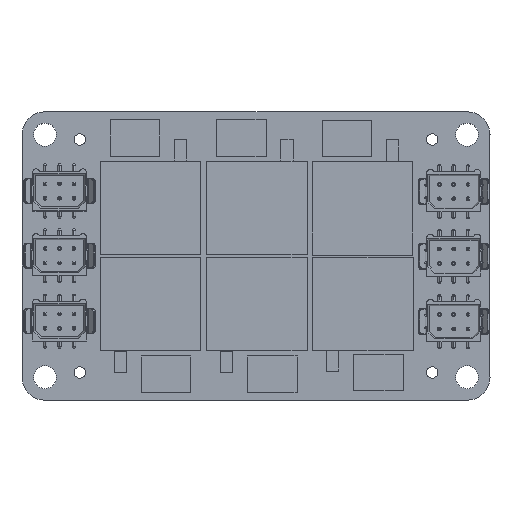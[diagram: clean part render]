
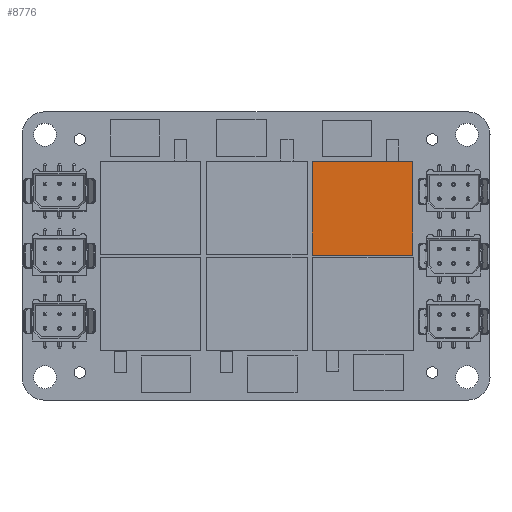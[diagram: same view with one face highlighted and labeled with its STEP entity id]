
A CAD part, top view. The second image highlights one B-rep face of the part: STEP entity #8776.
In plain terms, the highlighted planar face has unit normal (0, 0, 1).
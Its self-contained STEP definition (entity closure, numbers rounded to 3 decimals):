
#8462 = VERTEX_POINT('',#8463);
#8463 = CARTESIAN_POINT('',(6.999,6.499,7.5));
#8470 = PLANE('',#8471);
#8471 = AXIS2_PLACEMENT_3D('',#8472,#8473,#8474);
#8472 = CARTESIAN_POINT('',(6.999,6.499,0.));
#8473 = DIRECTION('',(1.,0.,0.));
#8474 = DIRECTION('',(0.,-1.,0.));
#8482 = PLANE('',#8483);
#8483 = AXIS2_PLACEMENT_3D('',#8484,#8485,#8486);
#8484 = CARTESIAN_POINT('',(-6.999,6.499,0.));
#8485 = DIRECTION('',(0.,1.,0.));
#8486 = DIRECTION('',(1.,0.,0.));
#8494 = EDGE_CURVE('',#8462,#8495,#8497,.T.);
#8495 = VERTEX_POINT('',#8496);
#8496 = CARTESIAN_POINT('',(6.999,-6.499,7.5));
#8497 = SURFACE_CURVE('',#8498,(#8502,#8509),.PCURVE_S1.);
#8498 = LINE('',#8499,#8500);
#8499 = CARTESIAN_POINT('',(6.999,6.499,7.5));
#8500 = VECTOR('',#8501,1.);
#8501 = DIRECTION('',(0.,-1.,0.));
#8502 = PCURVE('',#8470,#8503);
#8503 = DEFINITIONAL_REPRESENTATION('',(#8504),#8508);
#8504 = LINE('',#8505,#8506);
#8505 = CARTESIAN_POINT('',(0.,-7.5));
#8506 = VECTOR('',#8507,1.);
#8507 = DIRECTION('',(1.,0.));
#8508 = ( GEOMETRIC_REPRESENTATION_CONTEXT(2) 
PARAMETRIC_REPRESENTATION_CONTEXT() REPRESENTATION_CONTEXT('2D SPACE',''
  ) );
#8509 = PCURVE('',#8510,#8515);
#8510 = PLANE('',#8511);
#8511 = AXIS2_PLACEMENT_3D('',#8512,#8513,#8514);
#8512 = CARTESIAN_POINT('',(6.999,6.499,7.5));
#8513 = DIRECTION('',(0.,0.,1.));
#8514 = DIRECTION('',(1.,0.,0.));
#8515 = DEFINITIONAL_REPRESENTATION('',(#8516),#8520);
#8516 = LINE('',#8517,#8518);
#8517 = CARTESIAN_POINT('',(0.,0.));
#8518 = VECTOR('',#8519,1.);
#8519 = DIRECTION('',(0.,-1.));
#8520 = ( GEOMETRIC_REPRESENTATION_CONTEXT(2) 
PARAMETRIC_REPRESENTATION_CONTEXT() REPRESENTATION_CONTEXT('2D SPACE',''
  ) );
#8538 = PLANE('',#8539);
#8539 = AXIS2_PLACEMENT_3D('',#8540,#8541,#8542);
#8540 = CARTESIAN_POINT('',(6.999,-6.499,0.));
#8541 = DIRECTION('',(0.,-1.,0.));
#8542 = DIRECTION('',(-1.,0.,0.));
#8580 = EDGE_CURVE('',#8495,#8581,#8583,.T.);
#8581 = VERTEX_POINT('',#8582);
#8582 = CARTESIAN_POINT('',(-6.999,-6.499,7.5));
#8583 = SURFACE_CURVE('',#8584,(#8588,#8595),.PCURVE_S1.);
#8584 = LINE('',#8585,#8586);
#8585 = CARTESIAN_POINT('',(6.999,-6.499,7.5));
#8586 = VECTOR('',#8587,1.);
#8587 = DIRECTION('',(-1.,0.,0.));
#8588 = PCURVE('',#8538,#8589);
#8589 = DEFINITIONAL_REPRESENTATION('',(#8590),#8594);
#8590 = LINE('',#8591,#8592);
#8591 = CARTESIAN_POINT('',(0.,-7.5));
#8592 = VECTOR('',#8593,1.);
#8593 = DIRECTION('',(1.,0.));
#8594 = ( GEOMETRIC_REPRESENTATION_CONTEXT(2) 
PARAMETRIC_REPRESENTATION_CONTEXT() REPRESENTATION_CONTEXT('2D SPACE',''
  ) );
#8595 = PCURVE('',#8510,#8596);
#8596 = DEFINITIONAL_REPRESENTATION('',(#8597),#8601);
#8597 = LINE('',#8598,#8599);
#8598 = CARTESIAN_POINT('',(0.,-12.999));
#8599 = VECTOR('',#8600,1.);
#8600 = DIRECTION('',(-1.,0.));
#8601 = ( GEOMETRIC_REPRESENTATION_CONTEXT(2) 
PARAMETRIC_REPRESENTATION_CONTEXT() REPRESENTATION_CONTEXT('2D SPACE',''
  ) );
#8619 = PLANE('',#8620);
#8620 = AXIS2_PLACEMENT_3D('',#8621,#8622,#8623);
#8621 = CARTESIAN_POINT('',(-6.999,-6.499,0.));
#8622 = DIRECTION('',(-1.,0.,0.));
#8623 = DIRECTION('',(0.,1.,0.));
#8656 = EDGE_CURVE('',#8581,#8657,#8659,.T.);
#8657 = VERTEX_POINT('',#8658);
#8658 = CARTESIAN_POINT('',(-6.999,6.499,7.5));
#8659 = SURFACE_CURVE('',#8660,(#8664,#8671),.PCURVE_S1.);
#8660 = LINE('',#8661,#8662);
#8661 = CARTESIAN_POINT('',(-6.999,-6.499,7.5));
#8662 = VECTOR('',#8663,1.);
#8663 = DIRECTION('',(0.,1.,0.));
#8664 = PCURVE('',#8619,#8665);
#8665 = DEFINITIONAL_REPRESENTATION('',(#8666),#8670);
#8666 = LINE('',#8667,#8668);
#8667 = CARTESIAN_POINT('',(0.,-7.5));
#8668 = VECTOR('',#8669,1.);
#8669 = DIRECTION('',(1.,0.));
#8670 = ( GEOMETRIC_REPRESENTATION_CONTEXT(2) 
PARAMETRIC_REPRESENTATION_CONTEXT() REPRESENTATION_CONTEXT('2D SPACE',''
  ) );
#8671 = PCURVE('',#8510,#8672);
#8672 = DEFINITIONAL_REPRESENTATION('',(#8673),#8677);
#8673 = LINE('',#8674,#8675);
#8674 = CARTESIAN_POINT('',(-13.999,-12.999));
#8675 = VECTOR('',#8676,1.);
#8676 = DIRECTION('',(0.,1.));
#8677 = ( GEOMETRIC_REPRESENTATION_CONTEXT(2) 
PARAMETRIC_REPRESENTATION_CONTEXT() REPRESENTATION_CONTEXT('2D SPACE',''
  ) );
#8727 = EDGE_CURVE('',#8657,#8462,#8728,.T.);
#8728 = SURFACE_CURVE('',#8729,(#8733,#8740),.PCURVE_S1.);
#8729 = LINE('',#8730,#8731);
#8730 = CARTESIAN_POINT('',(-6.999,6.499,7.5));
#8731 = VECTOR('',#8732,1.);
#8732 = DIRECTION('',(1.,0.,0.));
#8733 = PCURVE('',#8482,#8734);
#8734 = DEFINITIONAL_REPRESENTATION('',(#8735),#8739);
#8735 = LINE('',#8736,#8737);
#8736 = CARTESIAN_POINT('',(0.,-7.5));
#8737 = VECTOR('',#8738,1.);
#8738 = DIRECTION('',(1.,0.));
#8739 = ( GEOMETRIC_REPRESENTATION_CONTEXT(2) 
PARAMETRIC_REPRESENTATION_CONTEXT() REPRESENTATION_CONTEXT('2D SPACE',''
  ) );
#8740 = PCURVE('',#8510,#8741);
#8741 = DEFINITIONAL_REPRESENTATION('',(#8742),#8746);
#8742 = LINE('',#8743,#8744);
#8743 = CARTESIAN_POINT('',(-13.999,0.));
#8744 = VECTOR('',#8745,1.);
#8745 = DIRECTION('',(1.,0.));
#8746 = ( GEOMETRIC_REPRESENTATION_CONTEXT(2) 
PARAMETRIC_REPRESENTATION_CONTEXT() REPRESENTATION_CONTEXT('2D SPACE',''
  ) );
#8776 = ADVANCED_FACE('',(#8777),#8510,.T.);
#8777 = FACE_BOUND('',#8778,.F.);
#8778 = EDGE_LOOP('',(#8779,#8780,#8781,#8782));
#8779 = ORIENTED_EDGE('',*,*,#8494,.T.);
#8780 = ORIENTED_EDGE('',*,*,#8580,.T.);
#8781 = ORIENTED_EDGE('',*,*,#8656,.T.);
#8782 = ORIENTED_EDGE('',*,*,#8727,.T.);
